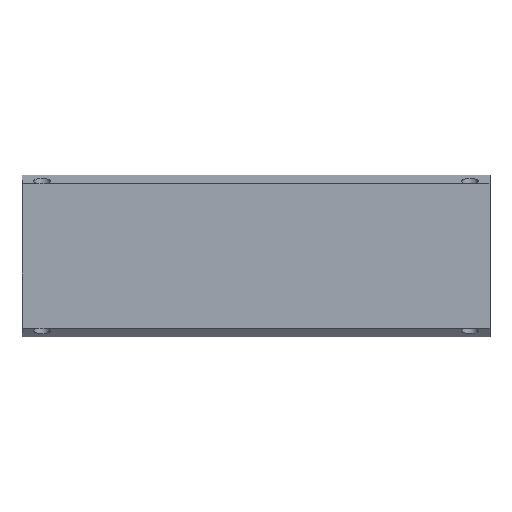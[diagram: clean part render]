
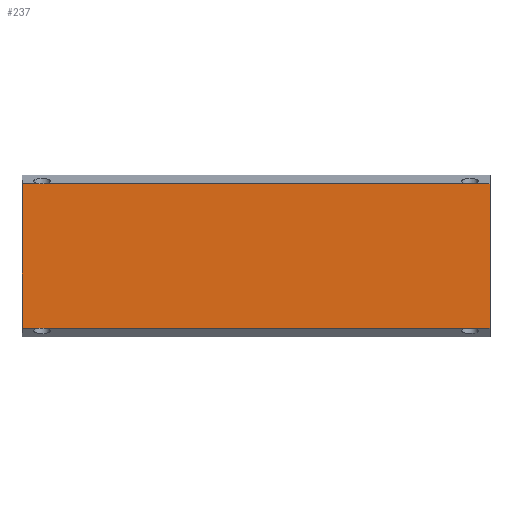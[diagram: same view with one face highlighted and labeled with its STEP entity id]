
A CAD part, top view. The second image highlights one B-rep face of the part: STEP entity #237.
In plain terms, the highlighted planar face has unit normal (0, 0, 1).
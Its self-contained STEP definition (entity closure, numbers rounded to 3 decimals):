
#29=FACE_OUTER_BOUND('',#39,.T.);
#39=EDGE_LOOP('',(#157,#158,#159,#160));
#49=LINE('',#357,#73);
#50=LINE('',#359,#74);
#51=LINE('',#361,#75);
#52=LINE('',#362,#76);
#73=VECTOR('',#287,10.);
#74=VECTOR('',#288,10.);
#75=VECTOR('',#289,10.);
#76=VECTOR('',#290,10.);
#97=VERTEX_POINT('',#355);
#98=VERTEX_POINT('',#356);
#99=VERTEX_POINT('',#358);
#100=VERTEX_POINT('',#360);
#121=EDGE_CURVE('',#97,#98,#49,.T.);
#122=EDGE_CURVE('',#98,#99,#50,.T.);
#123=EDGE_CURVE('',#99,#100,#51,.T.);
#124=EDGE_CURVE('',#100,#97,#52,.T.);
#157=ORIENTED_EDGE('',*,*,#121,.T.);
#158=ORIENTED_EDGE('',*,*,#122,.T.);
#159=ORIENTED_EDGE('',*,*,#123,.T.);
#160=ORIENTED_EDGE('',*,*,#124,.T.);
#229=PLANE('',#261);
#237=ADVANCED_FACE('',(#29),#229,.T.);
#261=AXIS2_PLACEMENT_3D('',#354,#285,#286);
#285=DIRECTION('center_axis',(0.,0.,1.));
#286=DIRECTION('ref_axis',(1.,0.,0.));
#287=DIRECTION('',(0.,-1.,0.));
#288=DIRECTION('',(1.,0.,0.));
#289=DIRECTION('',(0.,1.,0.));
#290=DIRECTION('',(-1.,0.,0.));
#354=CARTESIAN_POINT('Origin',(235.,4.184,9.));
#355=CARTESIAN_POINT('',(160.,25.816,9.));
#356=CARTESIAN_POINT('',(160.,4.184,9.));
#357=CARTESIAN_POINT('',(160.,9.592,9.));
#358=CARTESIAN_POINT('',(230.,4.184,9.));
#359=CARTESIAN_POINT('',(195.,4.184,9.));
#360=CARTESIAN_POINT('',(230.,25.816,9.));
#361=CARTESIAN_POINT('',(230.,9.592,9.));
#362=CARTESIAN_POINT('',(235.,25.816,9.));
